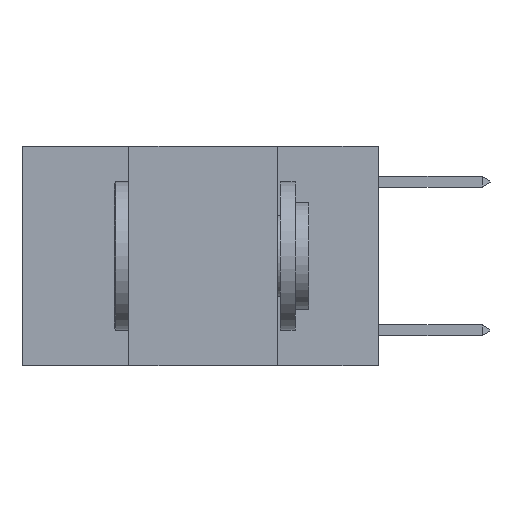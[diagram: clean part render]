
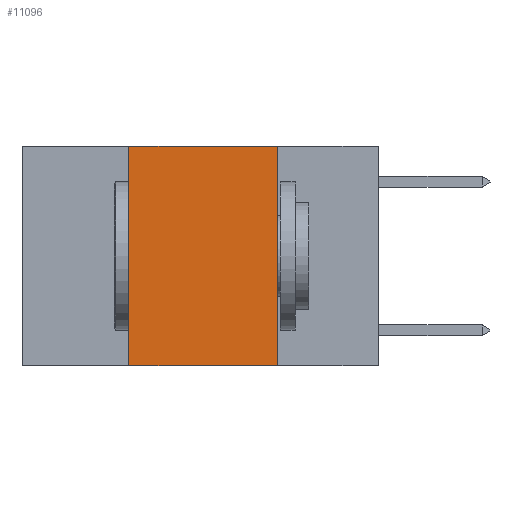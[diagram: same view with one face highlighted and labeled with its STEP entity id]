
A CAD part, left-side view. The second image highlights one B-rep face of the part: STEP entity #11096.
In plain terms, the highlighted planar face has unit normal (-1, 0, 0).
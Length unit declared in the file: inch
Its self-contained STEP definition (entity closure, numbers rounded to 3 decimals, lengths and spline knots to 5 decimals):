
#151 = CARTESIAN_POINT ( 'NONE',  ( 0., 0.6, 0. ) ) ;
#256 = EDGE_CURVE ( 'NONE', #4863, #11995, #1584, .T. ) ;
#1584 = LINE ( 'NONE', #151, #6016 ) ;
#1896 = CARTESIAN_POINT ( 'NONE',  ( 0., 0.17, -0.37 ) ) ;
#2072 = DIRECTION ( 'NONE',  ( 0., -1., 0. ) ) ;
#2076 = EDGE_CURVE ( 'NONE', #11995, #11206, #12022, .T. ) ;
#2326 = VECTOR ( 'NONE', #12758, 39.37008 ) ;
#3933 = ORIENTED_EDGE ( 'NONE', *, *, #16659, .F. ) ;
#3951 = CARTESIAN_POINT ( 'NONE',  ( 0., 0.6, -0.37 ) ) ;
#3959 = CARTESIAN_POINT ( 'NONE',  ( 0., 0.42, 0. ) ) ;
#4228 = ORIENTED_EDGE ( 'NONE', *, *, #16533, .T. ) ;
#4250 = AXIS2_PLACEMENT_3D ( 'NONE', #14942, #9644, #8247 ) ;
#4863 = VERTEX_POINT ( 'NONE', #3959 ) ;
#5420 = ORIENTED_EDGE ( 'NONE', *, *, #256, .F. ) ;
#5447 = FACE_OUTER_BOUND ( 'NONE', #17762, .T. ) ;
#5809 = VECTOR ( 'NONE', #2072, 39.37008 ) ;
#6016 = VECTOR ( 'NONE', #8647, 39.37008 ) ;
#6578 = CARTESIAN_POINT ( 'NONE',  ( 0., 0.17, 0. ) ) ;
#7101 = CARTESIAN_POINT ( 'NONE',  ( 0., 0.42, 0. ) ) ;
#8247 = DIRECTION ( 'NONE',  ( 0., 0., -1. ) ) ;
#8647 = DIRECTION ( 'NONE',  ( 0., -1., 0. ) ) ;
#9644 = DIRECTION ( 'NONE',  ( 1., 0., 0. ) ) ;
#9843 = LINE ( 'NONE', #7101, #2326 ) ;
#10336 = ORIENTED_EDGE ( 'NONE', *, *, #2076, .F. ) ;
#10949 = LINE ( 'NONE', #3951, #5809 ) ;
#11096 = ADVANCED_FACE ( 'NONE', ( #5447 ), #16698, .F. ) ;
#11206 = VERTEX_POINT ( 'NONE', #1896 ) ;
#11862 = VECTOR ( 'NONE', #15985, 39.37008 ) ;
#11995 = VERTEX_POINT ( 'NONE', #6578 ) ;
#12022 = LINE ( 'NONE', #16166, #11862 ) ;
#12758 = DIRECTION ( 'NONE',  ( 0., 0., 1. ) ) ;
#14942 = CARTESIAN_POINT ( 'NONE',  ( 0., 0.6, 0. ) ) ;
#15856 = CARTESIAN_POINT ( 'NONE',  ( 0., 0.42, -0.37 ) ) ;
#15904 = VERTEX_POINT ( 'NONE', #15856 ) ;
#15985 = DIRECTION ( 'NONE',  ( 0., 0., -1. ) ) ;
#16166 = CARTESIAN_POINT ( 'NONE',  ( 0., 0.17, 0. ) ) ;
#16533 = EDGE_CURVE ( 'NONE', #15904, #11206, #10949, .T. ) ;
#16659 = EDGE_CURVE ( 'NONE', #15904, #4863, #9843, .T. ) ;
#16698 = PLANE ( 'NONE',  #4250 ) ;
#17762 = EDGE_LOOP ( 'NONE', ( #10336, #5420, #3933, #4228 ) ) ;
